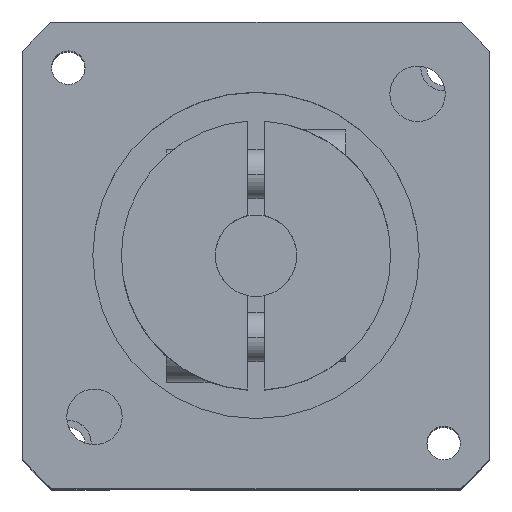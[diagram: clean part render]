
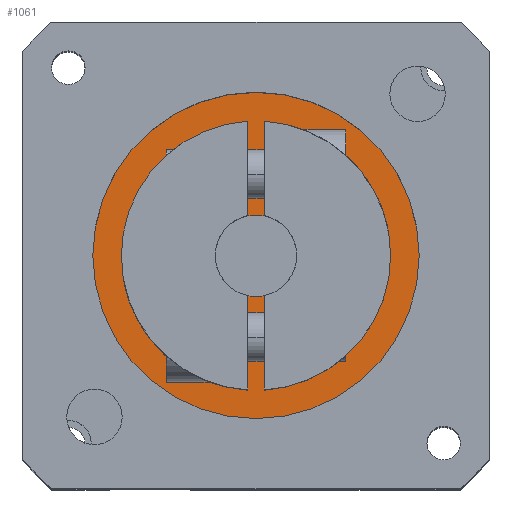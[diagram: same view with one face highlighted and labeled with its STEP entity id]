
A CAD part, top view. The second image highlights one B-rep face of the part: STEP entity #1061.
In plain terms, the highlighted planar face has unit normal (0, 0, 1).
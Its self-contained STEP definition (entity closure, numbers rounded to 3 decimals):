
#151 = CARTESIAN_POINT ( 'NONE',  ( 0.5, 0., 7. ) ) ;
#166 = DIRECTION ( 'NONE',  ( 1., 0., 0. ) ) ;
#209 = VERTEX_POINT ( 'NONE', #8145 ) ;
#213 = DIRECTION ( 'NONE',  ( 1., 0., 0. ) ) ;
#216 = ORIENTED_EDGE ( 'NONE', *, *, #3334, .T. ) ;
#440 = VECTOR ( 'NONE', #2143, 1000. ) ;
#552 = ORIENTED_EDGE ( 'NONE', *, *, #1529, .T. ) ;
#578 = CARTESIAN_POINT ( 'NONE',  ( 0., 0., 7. ) ) ;
#660 = DIRECTION ( 'NONE',  ( -1., 0., 0. ) ) ;
#665 = VERTEX_POINT ( 'NONE', #3024 ) ;
#723 = EDGE_CURVE ( 'NONE', #209, #665, #3673, .T. ) ;
#761 = CARTESIAN_POINT ( 'NONE',  ( 0., 0., 7. ) ) ;
#786 = CIRCLE ( 'NONE', #6066, 5.5 ) ;
#938 = EDGE_CURVE ( 'NONE', #8379, #7923, #4425, .T. ) ;
#964 = CIRCLE ( 'NONE', #1447, 5.5 ) ;
#1047 = CARTESIAN_POINT ( 'NONE',  ( 0.5, 0., 7. ) ) ;
#1061 = ADVANCED_FACE ( 'NONE', ( #7088, #3233 ), #5426, .T. ) ;
#1113 = CARTESIAN_POINT ( 'NONE',  ( -5.5, 0., 7. ) ) ;
#1444 = CARTESIAN_POINT ( 'NONE',  ( -0.5, -2.449, 7. ) ) ;
#1447 = AXIS2_PLACEMENT_3D ( 'NONE', #578, #3641, #6803 ) ;
#1482 = VERTEX_POINT ( 'NONE', #7206 ) ;
#1529 = EDGE_CURVE ( 'NONE', #5950, #5787, #3390, .T. ) ;
#1568 = DIRECTION ( 'NONE',  ( 0., 0., -1. ) ) ;
#1608 = EDGE_CURVE ( 'NONE', #7923, #8379, #7785, .T. ) ;
#1669 = LINE ( 'NONE', #151, #8753 ) ;
#1836 = CIRCLE ( 'NONE', #8708, 2.5 ) ;
#1876 = AXIS2_PLACEMENT_3D ( 'NONE', #3182, #7185, #213 ) ;
#2082 = ORIENTED_EDGE ( 'NONE', *, *, #6449, .T. ) ;
#2143 = DIRECTION ( 'NONE',  ( 0., -1., 0. ) ) ;
#2178 = CARTESIAN_POINT ( 'NONE',  ( 0.5, 5.477, 7. ) ) ;
#2197 = CARTESIAN_POINT ( 'NONE',  ( -11., 0., 7. ) ) ;
#2259 = EDGE_CURVE ( 'NONE', #4245, #3849, #1836, .T. ) ;
#2362 = CARTESIAN_POINT ( 'NONE',  ( 0., 0., 7. ) ) ;
#2378 = DIRECTION ( 'NONE',  ( 0., 0., -1. ) ) ;
#2723 = CARTESIAN_POINT ( 'NONE',  ( -0.5, -5.477, 7. ) ) ;
#2940 = CARTESIAN_POINT ( 'NONE',  ( -0.5, 0., 7. ) ) ;
#3024 = CARTESIAN_POINT ( 'NONE',  ( -0.5, 2.449, 7. ) ) ;
#3182 = CARTESIAN_POINT ( 'NONE',  ( 0., 0., 7. ) ) ;
#3233 = FACE_OUTER_BOUND ( 'NONE', #6305, .T. ) ;
#3307 = DIRECTION ( 'NONE',  ( 0., 1., 0. ) ) ;
#3334 = EDGE_CURVE ( 'NONE', #5787, #1482, #964, .T. ) ;
#3390 = LINE ( 'NONE', #1047, #9385 ) ;
#3509 = DIRECTION ( 'NONE',  ( 1., 0., 0. ) ) ;
#3549 = CARTESIAN_POINT ( 'NONE',  ( 0., 0., 7. ) ) ;
#3641 = DIRECTION ( 'NONE',  ( 0., 0., -1. ) ) ;
#3673 = LINE ( 'NONE', #9081, #8164 ) ;
#3683 = DIRECTION ( 'NONE',  ( -1., 0., 0. ) ) ;
#3833 = EDGE_CURVE ( 'NONE', #6401, #209, #786, .T. ) ;
#3849 = VERTEX_POINT ( 'NONE', #1444 ) ;
#3910 = ORIENTED_EDGE ( 'NONE', *, *, #3833, .T. ) ;
#4000 = ORIENTED_EDGE ( 'NONE', *, *, #723, .T. ) ;
#4111 = CIRCLE ( 'NONE', #6030, 5.5 ) ;
#4245 = VERTEX_POINT ( 'NONE', #8031 ) ;
#4387 = EDGE_CURVE ( 'NONE', #7436, #6401, #4111, .T. ) ;
#4425 = CIRCLE ( 'NONE', #9879, 11. ) ;
#4461 = CARTESIAN_POINT ( 'NONE',  ( 11., 0., 7. ) ) ;
#4482 = DIRECTION ( 'NONE',  ( 0., -1., 0. ) ) ;
#4519 = EDGE_CURVE ( 'NONE', #1482, #4245, #1669, .T. ) ;
#4584 = ORIENTED_EDGE ( 'NONE', *, *, #4387, .T. ) ;
#4907 = LINE ( 'NONE', #2940, #440 ) ;
#4966 = DIRECTION ( 'NONE',  ( 0., 0., 1. ) ) ;
#4990 = DIRECTION ( 'NONE',  ( 1., 0., 0. ) ) ;
#5222 = DIRECTION ( 'NONE',  ( 0., 0., -1. ) ) ;
#5248 = CIRCLE ( 'NONE', #9732, 2.5 ) ;
#5271 = DIRECTION ( 'NONE',  ( 1., 0., 0. ) ) ;
#5426 = PLANE ( 'NONE',  #1876 ) ;
#5787 = VERTEX_POINT ( 'NONE', #2178 ) ;
#5831 = CARTESIAN_POINT ( 'NONE',  ( 0., 0., 7. ) ) ;
#5950 = VERTEX_POINT ( 'NONE', #7084 ) ;
#6030 = AXIS2_PLACEMENT_3D ( 'NONE', #2362, #1568, #660 ) ;
#6066 = AXIS2_PLACEMENT_3D ( 'NONE', #5831, #5222, #3683 ) ;
#6177 = DIRECTION ( 'NONE',  ( 0., 0., -1. ) ) ;
#6305 = EDGE_LOOP ( 'NONE', ( #8257, #8299 ) ) ;
#6401 = VERTEX_POINT ( 'NONE', #1113 ) ;
#6449 = EDGE_CURVE ( 'NONE', #3849, #7436, #4907, .T. ) ;
#6803 = DIRECTION ( 'NONE',  ( -1., 0., 0. ) ) ;
#6928 = ORIENTED_EDGE ( 'NONE', *, *, #2259, .T. ) ;
#6930 = EDGE_LOOP ( 'NONE', ( #4584, #3910, #4000, #9512, #552, #216, #9486, #6928, #2082 ) ) ;
#6980 = AXIS2_PLACEMENT_3D ( 'NONE', #7499, #8050, #4990 ) ;
#6985 = CARTESIAN_POINT ( 'NONE',  ( 0., 0., 7. ) ) ;
#7084 = CARTESIAN_POINT ( 'NONE',  ( 0.5, 2.449, 7. ) ) ;
#7088 = FACE_BOUND ( 'NONE', #6930, .T. ) ;
#7185 = DIRECTION ( 'NONE',  ( 0., 0., 1. ) ) ;
#7206 = CARTESIAN_POINT ( 'NONE',  ( 0.5, -5.477, 7. ) ) ;
#7263 = EDGE_CURVE ( 'NONE', #665, #5950, #5248, .T. ) ;
#7436 = VERTEX_POINT ( 'NONE', #2723 ) ;
#7499 = CARTESIAN_POINT ( 'NONE',  ( 0., 0., 7. ) ) ;
#7785 = CIRCLE ( 'NONE', #6980, 11. ) ;
#7923 = VERTEX_POINT ( 'NONE', #4461 ) ;
#8031 = CARTESIAN_POINT ( 'NONE',  ( 0.5, -2.449, 7. ) ) ;
#8050 = DIRECTION ( 'NONE',  ( 0., 0., 1. ) ) ;
#8145 = CARTESIAN_POINT ( 'NONE',  ( -0.5, 5.477, 7. ) ) ;
#8164 = VECTOR ( 'NONE', #4482, 1000. ) ;
#8257 = ORIENTED_EDGE ( 'NONE', *, *, #1608, .T. ) ;
#8299 = ORIENTED_EDGE ( 'NONE', *, *, #938, .T. ) ;
#8379 = VERTEX_POINT ( 'NONE', #2197 ) ;
#8708 = AXIS2_PLACEMENT_3D ( 'NONE', #761, #6177, #5271 ) ;
#8753 = VECTOR ( 'NONE', #3307, 1000. ) ;
#9081 = CARTESIAN_POINT ( 'NONE',  ( -0.5, 0., 7. ) ) ;
#9385 = VECTOR ( 'NONE', #9502, 1000. ) ;
#9486 = ORIENTED_EDGE ( 'NONE', *, *, #4519, .T. ) ;
#9502 = DIRECTION ( 'NONE',  ( 0., 1., 0. ) ) ;
#9512 = ORIENTED_EDGE ( 'NONE', *, *, #7263, .T. ) ;
#9732 = AXIS2_PLACEMENT_3D ( 'NONE', #6985, #2378, #166 ) ;
#9879 = AXIS2_PLACEMENT_3D ( 'NONE', #3549, #4966, #3509 ) ;
